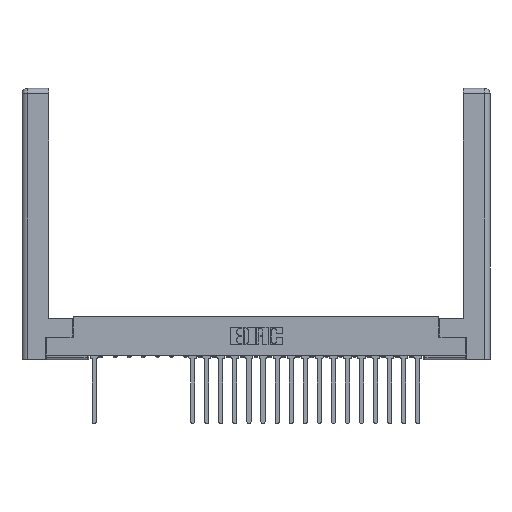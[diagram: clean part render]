
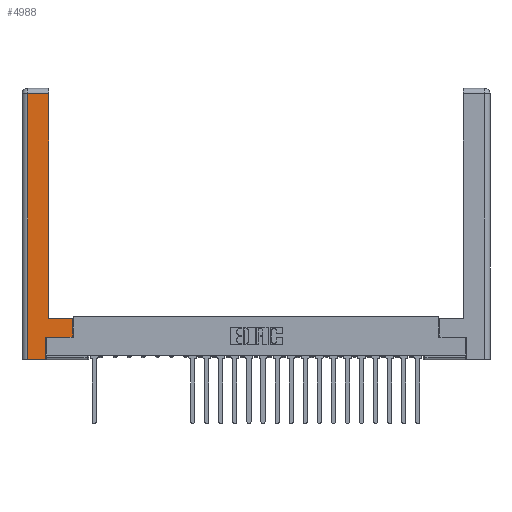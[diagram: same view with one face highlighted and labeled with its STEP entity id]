
A CAD part, top view. The second image highlights one B-rep face of the part: STEP entity #4988.
In plain terms, the highlighted planar face has unit normal (0, 0, 1).
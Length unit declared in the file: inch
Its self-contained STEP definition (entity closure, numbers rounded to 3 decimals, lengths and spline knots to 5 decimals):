
#378 = ORIENTED_EDGE ( 'NONE', *, *, #16291, .T. ) ;
#583 = CARTESIAN_POINT ( 'NONE',  ( 0.0615, 2.94, 0. ) ) ;
#681 = VERTEX_POINT ( 'NONE', #14283 ) ;
#716 = CARTESIAN_POINT ( 'NONE',  ( 0.565, 0.45, 0. ) ) ;
#943 = CARTESIAN_POINT ( 'NONE',  ( 0.295, 0.45, 0. ) ) ;
#1100 = VERTEX_POINT ( 'NONE', #25072 ) ;
#1379 = VERTEX_POINT ( 'NONE', #2125 ) ;
#1392 = EDGE_CURVE ( 'NONE', #25490, #5422, #2951, .T. ) ;
#1435 = PLANE ( 'NONE',  #5271 ) ;
#1766 = LINE ( 'NONE', #6109, #21688 ) ;
#2125 = CARTESIAN_POINT ( 'NONE',  ( 0.295, 0.45, 0. ) ) ;
#2320 = ORIENTED_EDGE ( 'NONE', *, *, #3826, .T. ) ;
#2810 = DIRECTION ( 'NONE',  ( 0., 1., 0. ) ) ;
#2951 = LINE ( 'NONE', #22028, #18199 ) ;
#3525 = DIRECTION ( 'NONE',  ( 0., 0., -1. ) ) ;
#3826 = EDGE_CURVE ( 'NONE', #14544, #681, #6966, .T. ) ;
#4774 = EDGE_CURVE ( 'NONE', #681, #1100, #22949, .T. ) ;
#4988 = ADVANCED_FACE ( 'NONE', ( #23245 ), #1435, .F. ) ;
#5201 = ORIENTED_EDGE ( 'NONE', *, *, #24660, .T. ) ;
#5271 = AXIS2_PLACEMENT_3D ( 'NONE', #19307, #3525, #17431 ) ;
#5422 = VERTEX_POINT ( 'NONE', #14849 ) ;
#5792 = ORIENTED_EDGE ( 'NONE', *, *, #11905, .T. ) ;
#6067 = ORIENTED_EDGE ( 'NONE', *, *, #1392, .T. ) ;
#6109 = CARTESIAN_POINT ( 'NONE',  ( 0.295, 3., 0. ) ) ;
#6654 = VECTOR ( 'NONE', #18591, 39.37008 ) ;
#6768 = CARTESIAN_POINT ( 'NONE',  ( 0.265, 0., 0. ) ) ;
#6966 = LINE ( 'NONE', #19880, #22670 ) ;
#9202 = LINE ( 'NONE', #943, #13822 ) ;
#9656 = VERTEX_POINT ( 'NONE', #17246 ) ;
#10112 = DIRECTION ( 'NONE',  ( 1., 0., 0. ) ) ;
#10398 = LINE ( 'NONE', #13308, #14989 ) ;
#10903 = ORIENTED_EDGE ( 'NONE', *, *, #4774, .T. ) ;
#10944 = CARTESIAN_POINT ( 'NONE',  ( 0.265, 0.245, 0. ) ) ;
#11173 = EDGE_LOOP ( 'NONE', ( #14077, #5792, #6067, #378, #5201, #2320, #10903, #14583 ) ) ;
#11905 = EDGE_CURVE ( 'NONE', #12866, #25490, #22619, .T. ) ;
#11915 = CARTESIAN_POINT ( 'NONE',  ( 0.0615, 2.94, 0. ) ) ;
#12213 = VECTOR ( 'NONE', #22457, 39.37008 ) ;
#12866 = VERTEX_POINT ( 'NONE', #13227 ) ;
#13185 = LINE ( 'NONE', #6768, #6654 ) ;
#13227 = CARTESIAN_POINT ( 'NONE',  ( 0.295, 2.94, 0. ) ) ;
#13308 = CARTESIAN_POINT ( 'NONE',  ( 0.265, 0.245, 0. ) ) ;
#13822 = VECTOR ( 'NONE', #16988, 39.37008 ) ;
#14077 = ORIENTED_EDGE ( 'NONE', *, *, #16671, .T. ) ;
#14283 = CARTESIAN_POINT ( 'NONE',  ( 0.565, 0.245, 0. ) ) ;
#14544 = VERTEX_POINT ( 'NONE', #10944 ) ;
#14583 = ORIENTED_EDGE ( 'NONE', *, *, #19953, .T. ) ;
#14849 = CARTESIAN_POINT ( 'NONE',  ( 0.0615, 0., 0. ) ) ;
#14989 = VECTOR ( 'NONE', #17247, 39.37008 ) ;
#16291 = EDGE_CURVE ( 'NONE', #5422, #9656, #13185, .T. ) ;
#16671 = EDGE_CURVE ( 'NONE', #1379, #12866, #1766, .T. ) ;
#16988 = DIRECTION ( 'NONE',  ( -1., 0., 0. ) ) ;
#17246 = CARTESIAN_POINT ( 'NONE',  ( 0.265, 0., 0. ) ) ;
#17247 = DIRECTION ( 'NONE',  ( 0., 1., 0. ) ) ;
#17431 = DIRECTION ( 'NONE',  ( -1., 0., 0. ) ) ;
#17737 = VECTOR ( 'NONE', #2810, 39.37008 ) ;
#18168 = DIRECTION ( 'NONE',  ( 0., -1., 0. ) ) ;
#18199 = VECTOR ( 'NONE', #18168, 39.37008 ) ;
#18591 = DIRECTION ( 'NONE',  ( 1., 0., 0. ) ) ;
#19307 = CARTESIAN_POINT ( 'NONE',  ( 0., 0., 0. ) ) ;
#19880 = CARTESIAN_POINT ( 'NONE',  ( 0.565, 0.245, 0. ) ) ;
#19953 = EDGE_CURVE ( 'NONE', #1100, #1379, #9202, .T. ) ;
#21688 = VECTOR ( 'NONE', #21909, 39.37008 ) ;
#21909 = DIRECTION ( 'NONE',  ( 0., 1., 0. ) ) ;
#22028 = CARTESIAN_POINT ( 'NONE',  ( 0.0615, 0., 0. ) ) ;
#22457 = DIRECTION ( 'NONE',  ( -1., 0., 0. ) ) ;
#22619 = LINE ( 'NONE', #583, #12213 ) ;
#22670 = VECTOR ( 'NONE', #10112, 39.37008 ) ;
#22949 = LINE ( 'NONE', #716, #17737 ) ;
#23245 = FACE_OUTER_BOUND ( 'NONE', #11173, .T. ) ;
#24660 = EDGE_CURVE ( 'NONE', #9656, #14544, #10398, .T. ) ;
#25072 = CARTESIAN_POINT ( 'NONE',  ( 0.565, 0.45, 0. ) ) ;
#25490 = VERTEX_POINT ( 'NONE', #11915 ) ;
